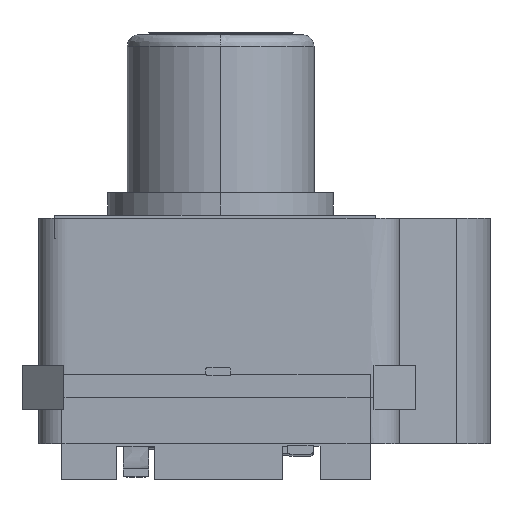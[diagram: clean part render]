
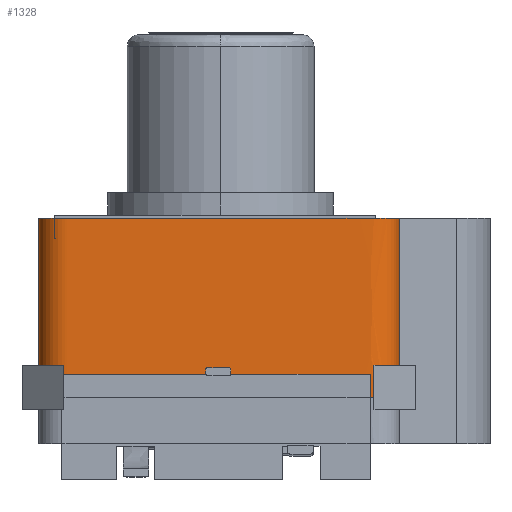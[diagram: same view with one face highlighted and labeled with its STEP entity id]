
A CAD part, left-side view. The second image highlights one B-rep face of the part: STEP entity #1328.
In plain terms, the highlighted free-form (B-spline) face has degree [1, 2] with [2, 11] control points.
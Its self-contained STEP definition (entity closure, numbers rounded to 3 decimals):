
#234 = CARTESIAN_POINT ( 'NONE',  ( -2.527, -5.642, 0. ) ) ;
#458 = LINE ( 'NONE', #2560, #1692 ) ;
#517 = CARTESIAN_POINT ( 'NONE',  ( -10.427, 2.358, 7.953 ) ) ;
#602 = EDGE_CURVE ( 'NONE', #6705, #725, #3061, .T. ) ;
#702 = CARTESIAN_POINT ( 'NONE',  ( -10.427, 2.358, 0. ) ) ;
#725 = VERTEX_POINT ( 'NONE', #2011 ) ;
#748 = CARTESIAN_POINT ( 'NONE',  ( 15.403, 10.358, 7.953 ) ) ;
#787 = VECTOR ( 'NONE', #3111, 1000. ) ;
#830 = CARTESIAN_POINT ( 'NONE',  ( -10.427, 10.358, 7.953 ) ) ;
#959 = CARTESIAN_POINT ( 'NONE',  ( -10.427, -5.642, 0. ) ) ;
#987 =( BOUNDED_CURVE ( )  B_SPLINE_CURVE ( 2, ( #4806, #5473, #1201, #8244, #7425, #517, #5433, #8880, #1960, #8422, #6380 ),
 .UNSPECIFIED., .F., .T. ) 
 B_SPLINE_CURVE_WITH_KNOTS ( ( 3, 2, 2, 2, 2, 3 ),
 ( 0., 0.005, 0.015, 0.02, 0.03, 0.032 ),
 .UNSPECIFIED. ) 
 CURVE ( )  GEOMETRIC_REPRESENTATION_ITEM ( )  RATIONAL_B_SPLINE_CURVE ( ( 1., 1., 1., 0.707, 1., 1., 1., 0.707, 1., 1., 1. ) ) 
 REPRESENTATION_ITEM ( '' )  );
#1038 = EDGE_LOOP ( 'NONE', ( #7100, #4367, #8807, #7190 ) ) ;
#1201 = CARTESIAN_POINT ( 'NONE',  ( -9.157, -5.642, 7.953 ) ) ;
#1214 = CARTESIAN_POINT ( 'NONE',  ( -2.527, -5.642, 0. ) ) ;
#1328 = ADVANCED_FACE ( 'NONE', ( #1404 ), #1895, .T. ) ;
#1361 = CARTESIAN_POINT ( 'NONE',  ( -5.842, -5.642, 0. ) ) ;
#1404 = FACE_OUTER_BOUND ( 'NONE', #1038, .T. ) ;
#1566 = CARTESIAN_POINT ( 'NONE',  ( -5.842, -5.642, 0. ) ) ;
#1692 = VECTOR ( 'NONE', #8732, 1000. ) ;
#1895 =( BOUNDED_SURFACE ( )  B_SPLINE_SURFACE ( 1, 2, ( 
 ( #1214, #1361, #2757, #5528, #4215, #702, #6090, #2119, #2069, #4865, #8846 ),
 ( #4302, #7058, #5071, #6473, #6388, #4952, #2155, #830, #5025, #5705, #748 ) ),
 .UNSPECIFIED., .F., .F., .F. ) 
 B_SPLINE_SURFACE_WITH_KNOTS ( ( 2, 2 ),
 ( 3, 2, 2, 2, 2, 3 ),
 ( 0., 7.953 ),
 ( -21.145, -20.145, -18.15, -17.15, -15.155, -14.155 ),
 .UNSPECIFIED. ) 
 GEOMETRIC_REPRESENTATION_ITEM ( )  RATIONAL_B_SPLINE_SURFACE ( (
 ( 1., 1., 1., 0.707, 1., 1., 1., 0.707, 1., 1., 1.),
 ( 1., 1., 1., 0.707, 1., 1., 1., 0.707, 1., 1., 1.) ) ) 
 REPRESENTATION_ITEM ( '' )  SURFACE ( )  );
#1960 = CARTESIAN_POINT ( 'NONE',  ( -9.157, 10.358, 7.953 ) ) ;
#2011 = CARTESIAN_POINT ( 'NONE',  ( -1.127, 10.358, 0. ) ) ;
#2031 = EDGE_CURVE ( 'NONE', #7936, #725, #2554, .T. ) ;
#2069 = CARTESIAN_POINT ( 'NONE',  ( -9.157, 10.358, 0. ) ) ;
#2090 = EDGE_CURVE ( 'NONE', #7936, #7513, #458, .T. ) ;
#2099 = CARTESIAN_POINT ( 'NONE',  ( -1.127, 10.358, 7.953 ) ) ;
#2119 = CARTESIAN_POINT ( 'NONE',  ( -10.427, 10.358, 0. ) ) ;
#2155 = CARTESIAN_POINT ( 'NONE',  ( -10.427, 9.088, 7.953 ) ) ;
#2554 =( BOUNDED_CURVE ( )  B_SPLINE_CURVE ( 2, ( #234, #1566, #7127, #959, #3592, #5785, #6378, #3758, #6555, #7046, #6060 ),
 .UNSPECIFIED., .F., .T. ) 
 B_SPLINE_CURVE_WITH_KNOTS ( ( 3, 2, 2, 2, 2, 3 ),
 ( 0., 0.158, 0.474, 0.632, 0.948, 1. ),
 .UNSPECIFIED. ) 
 CURVE ( )  GEOMETRIC_REPRESENTATION_ITEM ( )  RATIONAL_B_SPLINE_CURVE ( ( 1., 1., 1., 0.707, 1., 1., 1., 0.707, 1., 1., 1. ) ) 
 REPRESENTATION_ITEM ( '' )  );
#2560 = CARTESIAN_POINT ( 'NONE',  ( -2.527, -5.642, 3.977 ) ) ;
#2757 = CARTESIAN_POINT ( 'NONE',  ( -9.157, -5.642, 0. ) ) ;
#2998 = CARTESIAN_POINT ( 'NONE',  ( -2.527, -5.642, 7.953 ) ) ;
#3061 = LINE ( 'NONE', #4581, #787 ) ;
#3111 = DIRECTION ( 'NONE',  ( 0., 0., -1. ) ) ;
#3592 = CARTESIAN_POINT ( 'NONE',  ( -10.427, -4.372, 0. ) ) ;
#3758 = CARTESIAN_POINT ( 'NONE',  ( -10.427, 10.358, 0. ) ) ;
#4215 = CARTESIAN_POINT ( 'NONE',  ( -10.427, -4.372, 0. ) ) ;
#4302 = CARTESIAN_POINT ( 'NONE',  ( -2.527, -5.642, 7.953 ) ) ;
#4367 = ORIENTED_EDGE ( 'NONE', *, *, #8208, .T. ) ;
#4581 = CARTESIAN_POINT ( 'NONE',  ( -1.127, 10.358, 3.977 ) ) ;
#4806 = CARTESIAN_POINT ( 'NONE',  ( -2.527, -5.642, 7.953 ) ) ;
#4865 = CARTESIAN_POINT ( 'NONE',  ( 3.123, 10.358, 0. ) ) ;
#4952 = CARTESIAN_POINT ( 'NONE',  ( -10.427, 2.358, 7.953 ) ) ;
#5025 = CARTESIAN_POINT ( 'NONE',  ( -9.157, 10.358, 7.953 ) ) ;
#5071 = CARTESIAN_POINT ( 'NONE',  ( -9.157, -5.642, 7.953 ) ) ;
#5433 = CARTESIAN_POINT ( 'NONE',  ( -10.427, 9.088, 7.953 ) ) ;
#5473 = CARTESIAN_POINT ( 'NONE',  ( -5.842, -5.642, 7.953 ) ) ;
#5528 = CARTESIAN_POINT ( 'NONE',  ( -10.427, -5.642, 0. ) ) ;
#5705 = CARTESIAN_POINT ( 'NONE',  ( 3.123, 10.358, 7.953 ) ) ;
#5785 = CARTESIAN_POINT ( 'NONE',  ( -10.427, 2.358, 0. ) ) ;
#6060 = CARTESIAN_POINT ( 'NONE',  ( -1.127, 10.358, 0. ) ) ;
#6090 = CARTESIAN_POINT ( 'NONE',  ( -10.427, 9.088, 0. ) ) ;
#6378 = CARTESIAN_POINT ( 'NONE',  ( -10.427, 9.088, 0. ) ) ;
#6380 = CARTESIAN_POINT ( 'NONE',  ( -1.127, 10.358, 7.953 ) ) ;
#6388 = CARTESIAN_POINT ( 'NONE',  ( -10.427, -4.372, 7.953 ) ) ;
#6473 = CARTESIAN_POINT ( 'NONE',  ( -10.427, -5.642, 7.953 ) ) ;
#6555 = CARTESIAN_POINT ( 'NONE',  ( -9.157, 10.358, 0. ) ) ;
#6705 = VERTEX_POINT ( 'NONE', #2099 ) ;
#7046 = CARTESIAN_POINT ( 'NONE',  ( -5.142, 10.358, 0. ) ) ;
#7058 = CARTESIAN_POINT ( 'NONE',  ( -5.842, -5.642, 7.953 ) ) ;
#7100 = ORIENTED_EDGE ( 'NONE', *, *, #2090, .T. ) ;
#7127 = CARTESIAN_POINT ( 'NONE',  ( -9.157, -5.642, 0. ) ) ;
#7190 = ORIENTED_EDGE ( 'NONE', *, *, #2031, .F. ) ;
#7425 = CARTESIAN_POINT ( 'NONE',  ( -10.427, -4.372, 7.953 ) ) ;
#7513 = VERTEX_POINT ( 'NONE', #2998 ) ;
#7936 = VERTEX_POINT ( 'NONE', #8282 ) ;
#8208 = EDGE_CURVE ( 'NONE', #7513, #6705, #987, .T. ) ;
#8244 = CARTESIAN_POINT ( 'NONE',  ( -10.427, -5.642, 7.953 ) ) ;
#8282 = CARTESIAN_POINT ( 'NONE',  ( -2.527, -5.642, 0. ) ) ;
#8422 = CARTESIAN_POINT ( 'NONE',  ( -5.142, 10.358, 7.953 ) ) ;
#8732 = DIRECTION ( 'NONE',  ( 0., 0., 1. ) ) ;
#8807 = ORIENTED_EDGE ( 'NONE', *, *, #602, .T. ) ;
#8846 = CARTESIAN_POINT ( 'NONE',  ( 15.403, 10.358, 0. ) ) ;
#8880 = CARTESIAN_POINT ( 'NONE',  ( -10.427, 10.358, 7.953 ) ) ;
